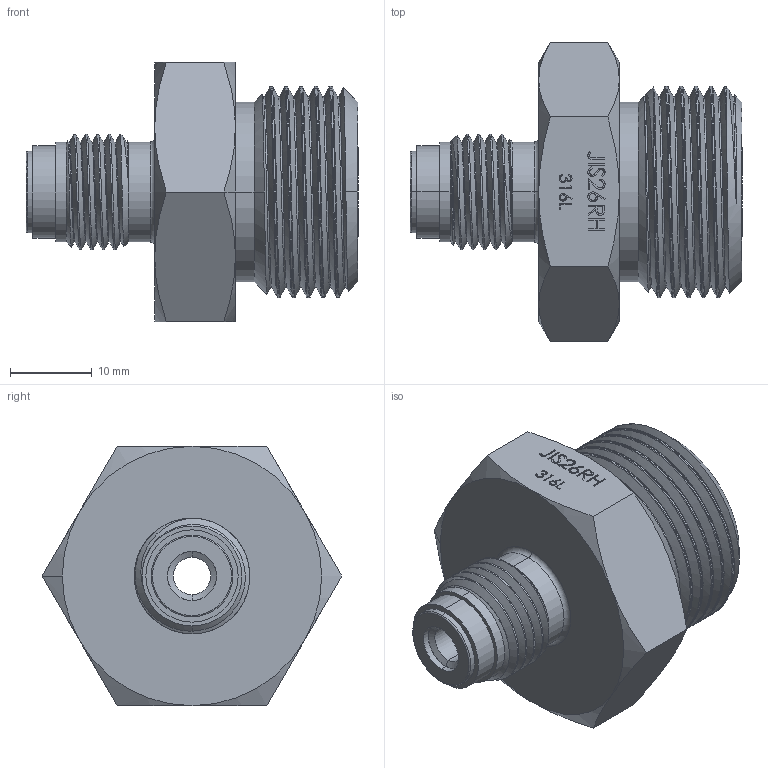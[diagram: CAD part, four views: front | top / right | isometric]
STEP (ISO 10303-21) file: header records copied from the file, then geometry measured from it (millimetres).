
FILE_DESCRIPTION (( 'STEP AP203' ), '1' );
FILE_NAME ('AD-JIS26RSS-4MFS.STEP', '2025-08-19T13:34:47', ( '' ), ( '' ), 'SwSTEP 2.0', 'SolidWorks 2018', '' );
FILE_SCHEMA (( 'CONFIG_CONTROL_DESIGN' ));
Length unit declared in the file: inch
Products named in the file (1): AD-JIS26RSS-4MFS
Bounding box: 40.65 x 36.66 x 31.75 mm (x, y, z)
Volume: 16610.8 mm3; surface area: 6015.8 mm2
Topology: 1 solids, 1 shells, 230 faces, 593 edges, 384 vertices
Faces by surface type: plane 87, bspline 71, cylinder 35, cone 31, torus 6
Entity records: 15233 total; most frequent: CARTESIAN_POINT 10200, ORIENTED_EDGE 1186, DIRECTION 757, EDGE_CURVE 593, VERTEX_POINT 384, LINE 301, VECTOR 301, EDGE_LOOP 251
